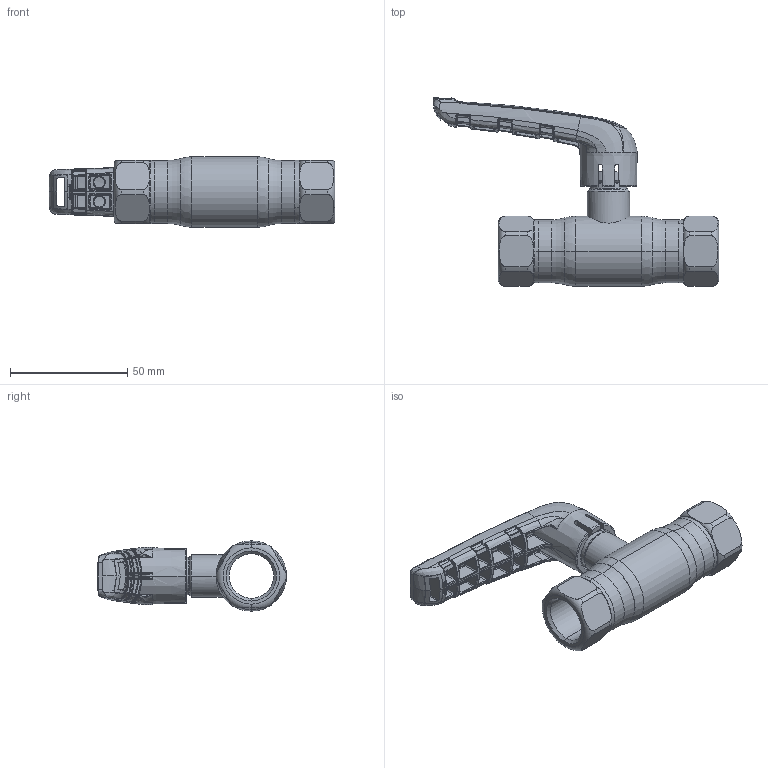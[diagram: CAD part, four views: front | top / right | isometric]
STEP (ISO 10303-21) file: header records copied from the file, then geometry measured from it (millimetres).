
FILE_DESCRIPTION (( 'STEP AP214' ), '1' );
FILE_NAME ('1015002000-xxxx.step', '2019-05-07T11:38:15', ( '' ), ( '' ), 'SwSTEP 2.0', 'SolidWorks 2017', '' );
FILE_SCHEMA (( 'AUTOMOTIVE_DESIGN' ));
Length unit declared in the file: millimetre
Products named in the file (1): 1015002000-xxxx
Bounding box: 121.78 x 80.58 x 30 mm (x, y, z)
Surface area: 22461.1 mm2 (no closed solid volume)
Topology: 0 solids, 8 shells, 848 faces, 2467 edges, 1533 vertices
Faces by surface type: bspline 665, plane 65, cylinder 50, torus 45, cone 21, sphere 2
Entity records: 69649 total; most frequent: CARTESIAN_POINT 44020, ORIENTED_EDGE 4289, EDGE_CURVE 2437, DIRECTION 1697, B_SPLINE_CURVE_WITH_KNOTS 1677, VERTEX_POINT 1529, EDGE_LOOP 873, UNCERTAINTY_MEASURE_WITH_UNIT 850
